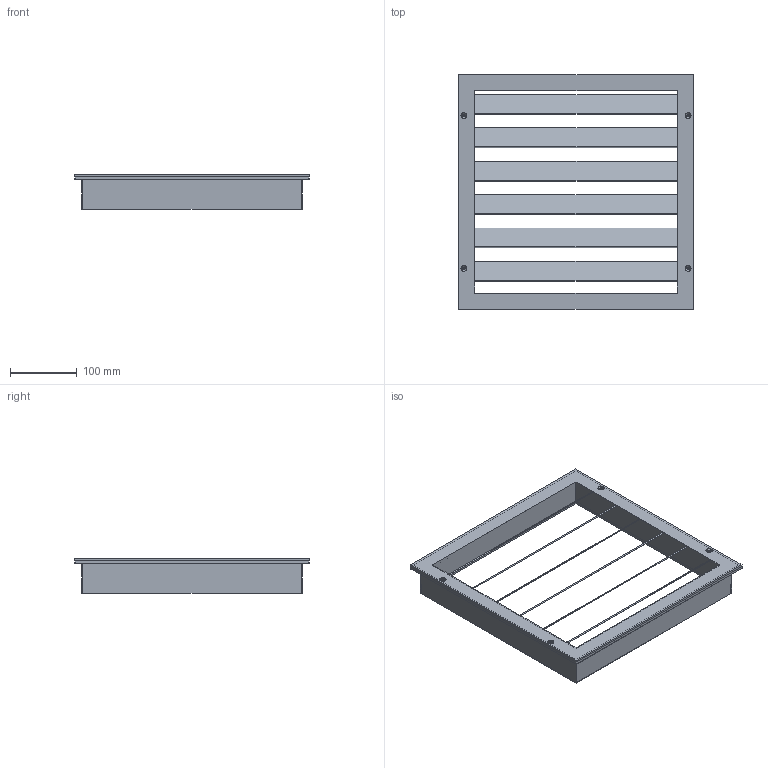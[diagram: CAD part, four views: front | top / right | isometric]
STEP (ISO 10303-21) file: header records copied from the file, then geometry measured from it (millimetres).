
FILE_DESCRIPTION (( 'STEP AP214' ), '1' );
FILE_NAME ('MLA-30.STEP', '2022-10-12T16:41:09', ( '' ), ( '' ), 'SwSTEP 2.0', 'SolidWorks 2021', '' );
FILE_SCHEMA (( 'AUTOMOTIVE_DESIGN' ));
Length unit declared in the file: millimetre
Products named in the file (1): MLA-30
Bounding box: 352 x 352 x 52 mm (x, y, z)
Volume: 293325.8 mm3; surface area: 473133.3 mm2
Topology: 2 solids, 2 shells, 118 faces, 334 edges, 212 vertices
Faces by surface type: plane 60, cylinder 42, cone 16
Entity records: 3945 total; most frequent: CARTESIAN_POINT 693, DIRECTION 684, ORIENTED_EDGE 668, EDGE_CURVE 334, AXIS2_PLACEMENT_3D 235, LINE 214, VECTOR 214, VERTEX_POINT 212
